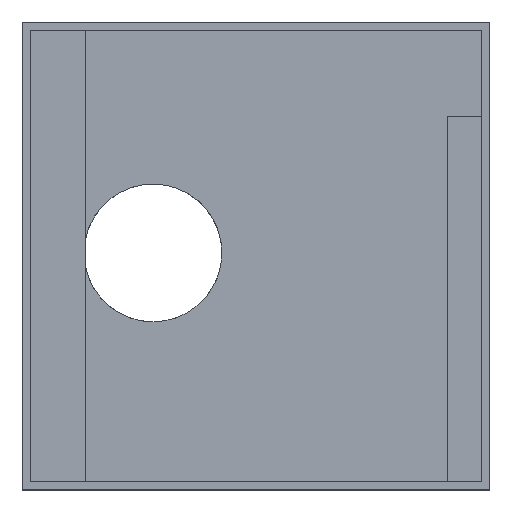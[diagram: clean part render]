
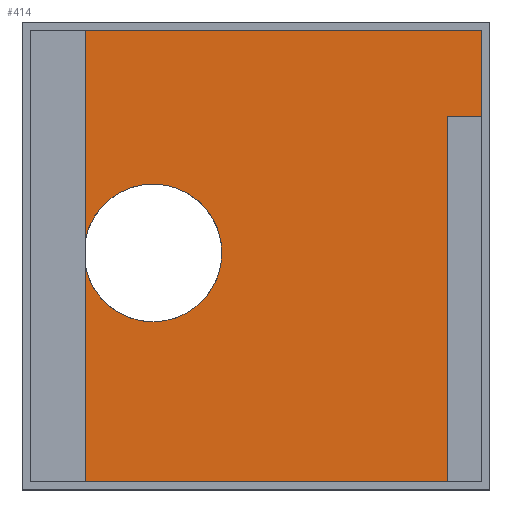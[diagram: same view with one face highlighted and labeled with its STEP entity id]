
A CAD part, top view. The second image highlights one B-rep face of the part: STEP entity #414.
In plain terms, the highlighted planar face has unit normal (0, 0, 1).
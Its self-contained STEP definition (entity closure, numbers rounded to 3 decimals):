
#25=FACE_OUTER_BOUND('',#46,.T.);
#46=EDGE_LOOP('',(#308,#309,#310,#311,#312,#313,#314,#315,#316));
#65=CIRCLE('',#446,10.);
#66=CIRCLE('',#447,10.);
#71=LINE('',#591,#125);
#72=LINE('',#593,#126);
#81=LINE('',#610,#135);
#84=LINE('',#617,#138);
#92=LINE('',#633,#146);
#93=LINE('',#635,#147);
#94=LINE('',#636,#148);
#125=VECTOR('',#487,10.);
#126=VECTOR('',#488,10.);
#135=VECTOR('',#499,10.);
#138=VECTOR('',#506,10.);
#146=VECTOR('',#516,10.);
#147=VECTOR('',#517,10.);
#148=VECTOR('',#518,10.);
#176=VERTEX_POINT('',#576);
#177=VERTEX_POINT('',#577);
#178=VERTEX_POINT('',#581);
#180=VERTEX_POINT('',#588);
#182=VERTEX_POINT('',#592);
#189=VERTEX_POINT('',#608);
#191=VERTEX_POINT('',#616);
#198=VERTEX_POINT('',#632);
#199=VERTEX_POINT('',#634);
#216=EDGE_CURVE('',#176,#178,#65,.T.);
#217=EDGE_CURVE('',#178,#177,#66,.T.);
#221=EDGE_CURVE('',#177,#180,#71,.T.);
#222=EDGE_CURVE('',#182,#176,#72,.T.);
#231=EDGE_CURVE('',#180,#189,#81,.F.);
#234=EDGE_CURVE('',#182,#191,#84,.T.);
#242=EDGE_CURVE('',#189,#198,#92,.T.);
#243=EDGE_CURVE('',#198,#199,#93,.T.);
#244=EDGE_CURVE('',#199,#191,#94,.F.);
#308=ORIENTED_EDGE('',*,*,#216,.T.);
#309=ORIENTED_EDGE('',*,*,#217,.T.);
#310=ORIENTED_EDGE('',*,*,#221,.T.);
#311=ORIENTED_EDGE('',*,*,#231,.T.);
#312=ORIENTED_EDGE('',*,*,#242,.T.);
#313=ORIENTED_EDGE('',*,*,#243,.T.);
#314=ORIENTED_EDGE('',*,*,#244,.T.);
#315=ORIENTED_EDGE('',*,*,#234,.F.);
#316=ORIENTED_EDGE('',*,*,#222,.T.);
#393=PLANE('',#453);
#414=ADVANCED_FACE('',(#25),#393,.T.);
#446=AXIS2_PLACEMENT_3D('',#582,#477,#478);
#447=AXIS2_PLACEMENT_3D('',#583,#479,#480);
#453=AXIS2_PLACEMENT_3D('',#631,#514,#515);
#477=DIRECTION('center_axis',(0.,0.,-1.));
#478=DIRECTION('ref_axis',(0.,1.,0.));
#479=DIRECTION('center_axis',(0.,0.,-1.));
#480=DIRECTION('ref_axis',(0.,1.,0.));
#487=DIRECTION('',(0.,-1.,0.));
#488=DIRECTION('',(0.,-1.,0.));
#499=DIRECTION('',(-1.,0.,0.));
#506=DIRECTION('',(1.,0.,0.));
#514=DIRECTION('center_axis',(0.,0.,1.));
#515=DIRECTION('ref_axis',(0.,1.,0.));
#516=DIRECTION('',(0.,1.,0.));
#517=DIRECTION('',(1.,0.,0.));
#518=DIRECTION('',(0.,-1.,0.));
#576=CARTESIAN_POINT('',(9.2,33.99,1.2));
#577=CARTESIAN_POINT('',(9.2,30.01,1.2));
#581=CARTESIAN_POINT('',(19.,22.,1.2));
#582=CARTESIAN_POINT('Origin',(19.,32.,1.2));
#583=CARTESIAN_POINT('Origin',(19.,32.,1.2));
#588=CARTESIAN_POINT('',(9.2,-1.2,1.2));
#591=CARTESIAN_POINT('',(9.2,32.15,1.2));
#592=CARTESIAN_POINT('',(9.2,64.3,1.2));
#593=CARTESIAN_POINT('',(9.2,32.15,1.2));
#608=CARTESIAN_POINT('',(61.7,-1.2,1.2));
#610=CARTESIAN_POINT('',(32.75,-1.2,1.2));
#616=CARTESIAN_POINT('',(66.7,64.3,1.2));
#617=CARTESIAN_POINT('',(32.75,64.3,1.2));
#631=CARTESIAN_POINT('Origin',(32.75,32.75,1.2));
#632=CARTESIAN_POINT('',(61.7,51.8,1.2));
#633=CARTESIAN_POINT('',(61.7,29.025,1.2));
#634=CARTESIAN_POINT('',(66.7,51.8,1.2));
#635=CARTESIAN_POINT('',(48.475,51.8,1.2));
#636=CARTESIAN_POINT('',(66.7,32.75,1.2));
